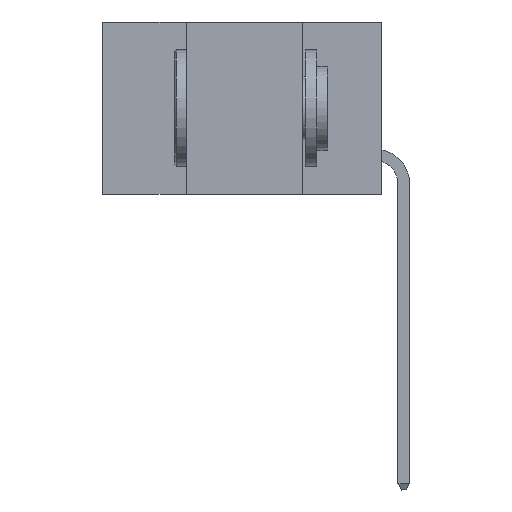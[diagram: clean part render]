
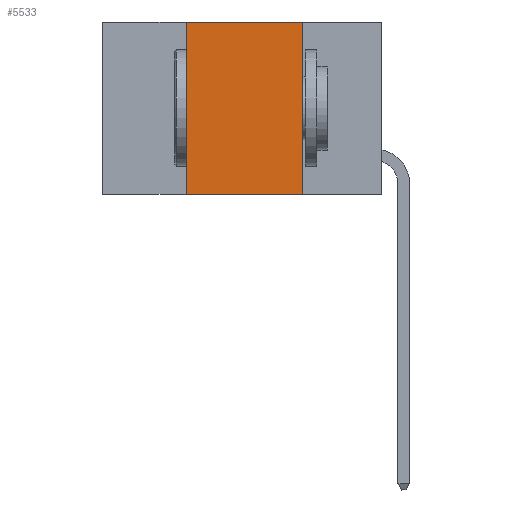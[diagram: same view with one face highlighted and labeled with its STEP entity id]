
A CAD part, left-side view. The second image highlights one B-rep face of the part: STEP entity #5533.
In plain terms, the highlighted planar face has unit normal (-1, 0, 0).
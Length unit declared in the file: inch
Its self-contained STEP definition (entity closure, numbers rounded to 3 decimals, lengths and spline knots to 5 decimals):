
#103 = VECTOR ( 'NONE', #3288, 39.37008 ) ;
#146 = VERTEX_POINT ( 'NONE', #3328 ) ;
#295 = VECTOR ( 'NONE', #10231, 39.37008 ) ;
#548 = VECTOR ( 'NONE', #8557, 39.37008 ) ;
#951 = VERTEX_POINT ( 'NONE', #6910 ) ;
#3288 = DIRECTION ( 'NONE',  ( 0., 0., -1. ) ) ;
#3328 = CARTESIAN_POINT ( 'NONE',  ( 0., 0.17, -0.37 ) ) ;
#3583 = EDGE_LOOP ( 'NONE', ( #6047, #3753, #8434, #9689 ) ) ;
#3753 = ORIENTED_EDGE ( 'NONE', *, *, #10835, .F. ) ;
#4760 = EDGE_CURVE ( 'NONE', #8477, #146, #6286, .T. ) ;
#4786 = DIRECTION ( 'NONE',  ( 0., -1., 0. ) ) ;
#4842 = LINE ( 'NONE', #9203, #103 ) ;
#5289 = CARTESIAN_POINT ( 'NONE',  ( 0., 0.17, 0. ) ) ;
#5533 = ADVANCED_FACE ( 'NONE', ( #9838 ), #12303, .F. ) ;
#6047 = ORIENTED_EDGE ( 'NONE', *, *, #11523, .F. ) ;
#6286 = LINE ( 'NONE', #9258, #295 ) ;
#6324 = DIRECTION ( 'NONE',  ( 0., 0., -1. ) ) ;
#6910 = CARTESIAN_POINT ( 'NONE',  ( 0., 0.42, 0. ) ) ;
#7235 = VERTEX_POINT ( 'NONE', #5289 ) ;
#7733 = CARTESIAN_POINT ( 'NONE',  ( 0., 0.6, 0. ) ) ;
#8237 = VECTOR ( 'NONE', #4786, 39.37008 ) ;
#8297 = CARTESIAN_POINT ( 'NONE',  ( 0., 0.6, 0. ) ) ;
#8430 = CARTESIAN_POINT ( 'NONE',  ( 0., 0.42, -0.37 ) ) ;
#8434 = ORIENTED_EDGE ( 'NONE', *, *, #11389, .F. ) ;
#8477 = VERTEX_POINT ( 'NONE', #8430 ) ;
#8557 = DIRECTION ( 'NONE',  ( 0., 0., 1. ) ) ;
#9203 = CARTESIAN_POINT ( 'NONE',  ( 0., 0.17, 0. ) ) ;
#9258 = CARTESIAN_POINT ( 'NONE',  ( 0., 0.6, -0.37 ) ) ;
#9303 = DIRECTION ( 'NONE',  ( 1., 0., 0. ) ) ;
#9689 = ORIENTED_EDGE ( 'NONE', *, *, #4760, .T. ) ;
#9838 = FACE_OUTER_BOUND ( 'NONE', #3583, .T. ) ;
#10071 = LINE ( 'NONE', #12613, #548 ) ;
#10081 = LINE ( 'NONE', #7733, #8237 ) ;
#10231 = DIRECTION ( 'NONE',  ( 0., -1., 0. ) ) ;
#10338 = AXIS2_PLACEMENT_3D ( 'NONE', #8297, #9303, #6324 ) ;
#10835 = EDGE_CURVE ( 'NONE', #951, #7235, #10081, .T. ) ;
#11389 = EDGE_CURVE ( 'NONE', #8477, #951, #10071, .T. ) ;
#11523 = EDGE_CURVE ( 'NONE', #7235, #146, #4842, .T. ) ;
#12303 = PLANE ( 'NONE',  #10338 ) ;
#12613 = CARTESIAN_POINT ( 'NONE',  ( 0., 0.42, 0. ) ) ;
